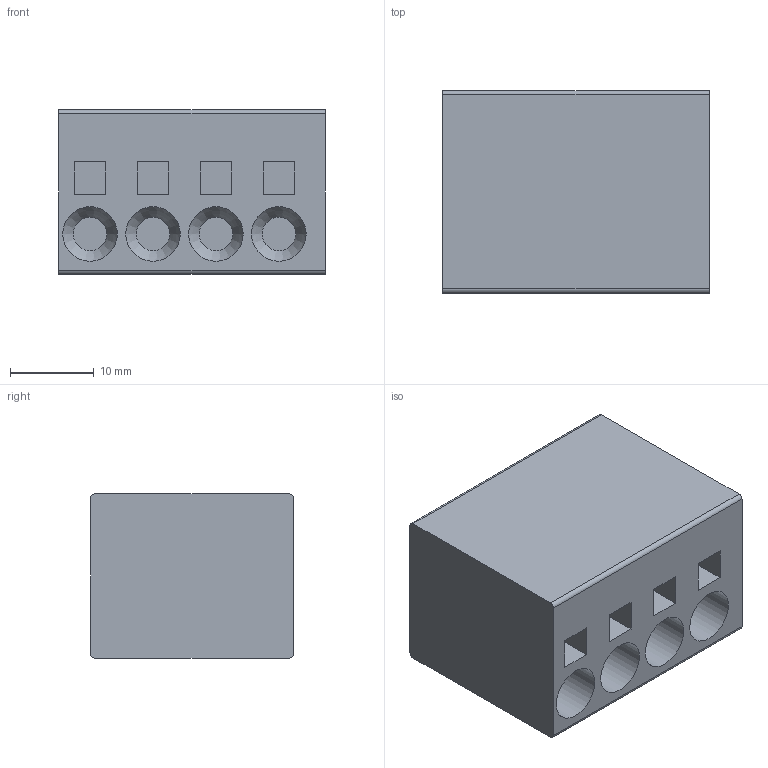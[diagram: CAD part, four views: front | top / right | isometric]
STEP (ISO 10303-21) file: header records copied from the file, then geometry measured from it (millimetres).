
FILE_DESCRIPTION(/* description */ ('model of PhoenixContact_SPT_5_4-H-7.5-ZB_1x04_P7.5_Horizontal_1719215'),/* implementation_level */ '2;1');
FILE_NAME(/* name */ 'PhoenixContact_SPT_5_4-H-7.5-ZB_1x04_P7.5_Horizontal_1719215.step',/* time_stamp */ '2020-09-21T11:45:25',/* author */ ('Joel',''),/* organization */ (''),/* preprocessor_version */ '',/* originating_system */ '',/* authorisation */ '');
FILE_SCHEMA(('AUTOMOTIVE_DESIGN { 1 0 10303 214 1 1 1 1 }'));
Length unit declared in the file: millimetre
Products named in the file (1): Shape0_15975094964775693
Bounding box: 31.8 x 24.15 x 19.6 mm (x, y, z)
Volume: 13761.6 mm3; surface area: 4607.8 mm2
Topology: 1 solids, 1 shells, 42 faces, 92 edges, 60 vertices
Faces by surface type: plane 30, cylinder 8, cone 4
Full cylindrical faces by diameter (mm): 6.5 x4
Entity records: 2385 total; most frequent: CARTESIAN_POINT 427, DIRECTION 374, LINE 240, VECTOR 240, ORIENTED_EDGE 184, PCURVE 184, DEFINITIONAL_REPRESENTATION 184, EDGE_CURVE 92
